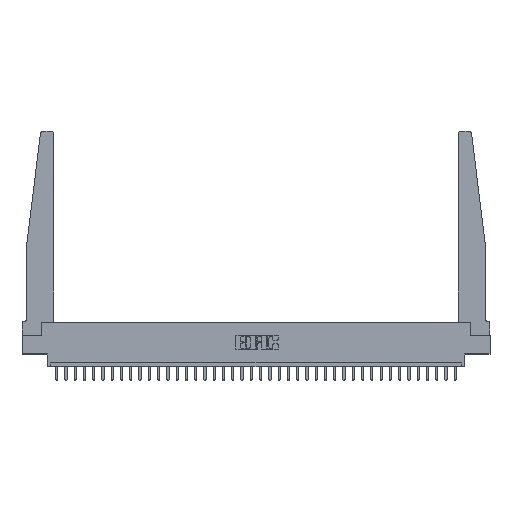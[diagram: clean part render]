
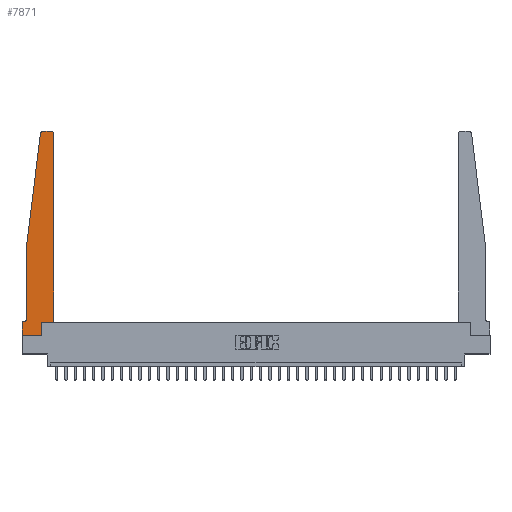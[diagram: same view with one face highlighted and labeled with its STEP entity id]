
A CAD part, top view. The second image highlights one B-rep face of the part: STEP entity #7871.
In plain terms, the highlighted planar face has unit normal (0, 0, 1).
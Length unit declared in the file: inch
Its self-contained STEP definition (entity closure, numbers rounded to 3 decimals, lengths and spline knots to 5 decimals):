
#232 = CARTESIAN_POINT ( 'NONE',  ( 0.395, 2.72, 0.37 ) ) ;
#284 = ORIENTED_EDGE ( 'NONE', *, *, #6487, .T. ) ;
#1186 = ORIENTED_EDGE ( 'NONE', *, *, #9334, .T. ) ;
#1614 = AXIS2_PLACEMENT_3D ( 'NONE', #19789, #19884, #17426 ) ;
#1738 = CARTESIAN_POINT ( 'NONE',  ( 0.425, 0.18, 0.37 ) ) ;
#1833 = EDGE_CURVE ( 'NONE', #2591, #8380, #20100, .T. ) ;
#1930 = VERTEX_POINT ( 'NONE', #3331 ) ;
#1956 = CARTESIAN_POINT ( 'NONE',  ( 0.27653, 2.75, 0.37 ) ) ;
#2061 = VERTEX_POINT ( 'NONE', #29468 ) ;
#2166 = CARTESIAN_POINT ( 'NONE',  ( 0.2605, 0.18, 0.37 ) ) ;
#2591 = VERTEX_POINT ( 'NONE', #22681 ) ;
#2913 = VECTOR ( 'NONE', #29606, 39.37008 ) ;
#3011 = CARTESIAN_POINT ( 'NONE',  ( 0.015, 0.1875, 0.37 ) ) ;
#3262 = CARTESIAN_POINT ( 'NONE',  ( 0., 0.1875, 0.37 ) ) ;
#3331 = CARTESIAN_POINT ( 'NONE',  ( 0.24675, 2.72367, 0.37 ) ) ;
#3744 = VERTEX_POINT ( 'NONE', #23565 ) ;
#3747 = CARTESIAN_POINT ( 'NONE',  ( 0., 0., 0.37 ) ) ;
#3861 = CARTESIAN_POINT ( 'NONE',  ( 0., 0.1875, 0.37 ) ) ;
#3871 = VECTOR ( 'NONE', #22700, 39.37008 ) ;
#4557 = ORIENTED_EDGE ( 'NONE', *, *, #20384, .T. ) ;
#5209 = VECTOR ( 'NONE', #18617, 39.37008 ) ;
#5283 = DIRECTION ( 'NONE',  ( -1., 0., 0. ) ) ;
#5639 = LINE ( 'NONE', #1738, #22176 ) ;
#6487 = EDGE_CURVE ( 'NONE', #9271, #31720, #10219, .T. ) ;
#7659 = DIRECTION ( 'NONE',  ( 0., 1., 0. ) ) ;
#7871 = ADVANCED_FACE ( 'NONE', ( #10494 ), #28115, .T. ) ;
#8310 = DIRECTION ( 'NONE',  ( 1., 0., 0. ) ) ;
#8380 = VERTEX_POINT ( 'NONE', #19311 ) ;
#8458 = VERTEX_POINT ( 'NONE', #29966 ) ;
#9271 = VERTEX_POINT ( 'NONE', #3861 ) ;
#9334 = EDGE_CURVE ( 'NONE', #2061, #8458, #11189, .T. ) ;
#9585 = DIRECTION ( 'NONE',  ( 0., 0., 1. ) ) ;
#9931 = EDGE_CURVE ( 'NONE', #8458, #3744, #22321, .T. ) ;
#10068 = AXIS2_PLACEMENT_3D ( 'NONE', #232, #17526, #22452 ) ;
#10219 = LINE ( 'NONE', #18698, #2913 ) ;
#10494 = FACE_OUTER_BOUND ( 'NONE', #24133, .T. ) ;
#10873 = VERTEX_POINT ( 'NONE', #3011 ) ;
#11189 = LINE ( 'NONE', #20219, #3871 ) ;
#11268 = CARTESIAN_POINT ( 'NONE',  ( 0., 0., 0.37 ) ) ;
#13475 = EDGE_CURVE ( 'NONE', #16759, #1930, #30861, .T. ) ;
#14402 = ORIENTED_EDGE ( 'NONE', *, *, #15418, .T. ) ;
#15164 = VERTEX_POINT ( 'NONE', #18083 ) ;
#15418 = EDGE_CURVE ( 'NONE', #15164, #24205, #30752, .T. ) ;
#16116 = ORIENTED_EDGE ( 'NONE', *, *, #18156, .T. ) ;
#16149 = CARTESIAN_POINT ( 'NONE',  ( 0.065, 1.25, 0.37 ) ) ;
#16237 = DIRECTION ( 'NONE',  ( 1., 0., 0. ) ) ;
#16691 = EDGE_CURVE ( 'NONE', #1930, #15164, #29117, .T. ) ;
#16759 = VERTEX_POINT ( 'NONE', #1956 ) ;
#16769 = ORIENTED_EDGE ( 'NONE', *, *, #29250, .T. ) ;
#16951 = CARTESIAN_POINT ( 'NONE',  ( 0.27653, 2.72, 0.37 ) ) ;
#17426 = DIRECTION ( 'NONE',  ( -1., 0., 0. ) ) ;
#17526 = DIRECTION ( 'NONE',  ( 0., 0., 1. ) ) ;
#18083 = CARTESIAN_POINT ( 'NONE',  ( 0.065, 1.25, 0.37 ) ) ;
#18156 = EDGE_CURVE ( 'NONE', #3744, #16759, #29449, .T. ) ;
#18617 = DIRECTION ( 'NONE',  ( 0., -1., 0. ) ) ;
#18622 = DIRECTION ( 'NONE',  ( -1., 0., 0. ) ) ;
#18698 = CARTESIAN_POINT ( 'NONE',  ( 0., 0., 0.37 ) ) ;
#19311 = CARTESIAN_POINT ( 'NONE',  ( 0.2605, 0.18, 0.37 ) ) ;
#19789 = CARTESIAN_POINT ( 'NONE',  ( 0.015, 0.2375, 0.37 ) ) ;
#19884 = DIRECTION ( 'NONE',  ( 0., 0., -1. ) ) ;
#19983 = LINE ( 'NONE', #11268, #21129 ) ;
#20068 = ORIENTED_EDGE ( 'NONE', *, *, #9931, .T. ) ;
#20100 = LINE ( 'NONE', #2166, #25925 ) ;
#20219 = CARTESIAN_POINT ( 'NONE',  ( 0.425, 0.18, 0.37 ) ) ;
#20384 = EDGE_CURVE ( 'NONE', #31720, #2591, #19983, .T. ) ;
#21129 = VECTOR ( 'NONE', #16237, 39.37008 ) ;
#22176 = VECTOR ( 'NONE', #26285, 39.37008 ) ;
#22321 = CIRCLE ( 'NONE', #10068, 0.03 ) ;
#22452 = DIRECTION ( 'NONE',  ( 1., 0., 0. ) ) ;
#22457 = VECTOR ( 'NONE', #30533, 39.37008 ) ;
#22681 = CARTESIAN_POINT ( 'NONE',  ( 0.2605, 0., 0.37 ) ) ;
#22700 = DIRECTION ( 'NONE',  ( 0., 1., 0. ) ) ;
#23000 = CARTESIAN_POINT ( 'NONE',  ( 0.065, 1.25, 0.37 ) ) ;
#23108 = DIRECTION ( 'NONE',  ( 0., 0., 1. ) ) ;
#23565 = CARTESIAN_POINT ( 'NONE',  ( 0.395, 2.75, 0.37 ) ) ;
#23810 = CARTESIAN_POINT ( 'NONE',  ( 0.065, 0.1875, 0.37 ) ) ;
#24129 = ORIENTED_EDGE ( 'NONE', *, *, #30703, .T. ) ;
#24133 = EDGE_LOOP ( 'NONE', ( #16116, #25858, #30325, #14402, #16769, #25821, #284, #4557, #24916, #24129, #1186, #20068 ) ) ;
#24205 = VERTEX_POINT ( 'NONE', #29992 ) ;
#24916 = ORIENTED_EDGE ( 'NONE', *, *, #1833, .T. ) ;
#24945 = DIRECTION ( 'NONE',  ( 1., 0., 0. ) ) ;
#25653 = VECTOR ( 'NONE', #18622, 39.37008 ) ;
#25821 = ORIENTED_EDGE ( 'NONE', *, *, #31726, .T. ) ;
#25858 = ORIENTED_EDGE ( 'NONE', *, *, #13475, .T. ) ;
#25925 = VECTOR ( 'NONE', #7659, 39.37008 ) ;
#26285 = DIRECTION ( 'NONE',  ( 1., 0., 0. ) ) ;
#26359 = AXIS2_PLACEMENT_3D ( 'NONE', #16951, #9585, #24945 ) ;
#27587 = CIRCLE ( 'NONE', #1614, 0.05 ) ;
#28115 = PLANE ( 'NONE',  #28713 ) ;
#28713 = AXIS2_PLACEMENT_3D ( 'NONE', #3262, #23108, #8310 ) ;
#29025 = VECTOR ( 'NONE', #5283, 39.37008 ) ;
#29117 = LINE ( 'NONE', #23000, #22457 ) ;
#29250 = EDGE_CURVE ( 'NONE', #24205, #10873, #27587, .T. ) ;
#29449 = LINE ( 'NONE', #30171, #29025 ) ;
#29468 = CARTESIAN_POINT ( 'NONE',  ( 0.425, 0.18, 0.37 ) ) ;
#29583 = LINE ( 'NONE', #23810, #25653 ) ;
#29606 = DIRECTION ( 'NONE',  ( 0., -1., 0. ) ) ;
#29966 = CARTESIAN_POINT ( 'NONE',  ( 0.425, 2.72, 0.37 ) ) ;
#29992 = CARTESIAN_POINT ( 'NONE',  ( 0.065, 0.2375, 0.37 ) ) ;
#30171 = CARTESIAN_POINT ( 'NONE',  ( 0.25, 2.75, 0.37 ) ) ;
#30325 = ORIENTED_EDGE ( 'NONE', *, *, #16691, .T. ) ;
#30533 = DIRECTION ( 'NONE',  ( -0.122, -0.992, 0. ) ) ;
#30703 = EDGE_CURVE ( 'NONE', #8380, #2061, #5639, .T. ) ;
#30752 = LINE ( 'NONE', #16149, #5209 ) ;
#30861 = CIRCLE ( 'NONE', #26359, 0.03 ) ;
#31720 = VERTEX_POINT ( 'NONE', #3747 ) ;
#31726 = EDGE_CURVE ( 'NONE', #10873, #9271, #29583, .T. ) ;
